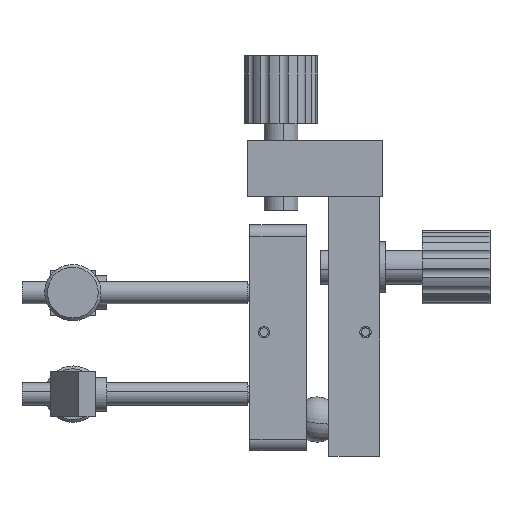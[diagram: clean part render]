
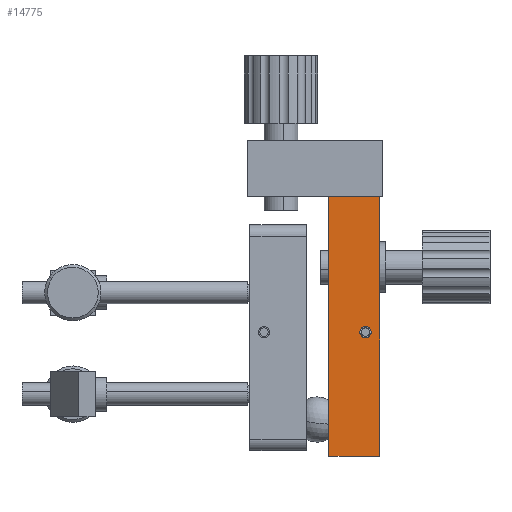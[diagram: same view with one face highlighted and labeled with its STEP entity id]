
A CAD part, left-side view. The second image highlights one B-rep face of the part: STEP entity #14775.
In plain terms, the highlighted planar face has unit normal (-1, 0, 0).
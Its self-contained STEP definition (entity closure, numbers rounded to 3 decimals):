
#4511 = EDGE_CURVE ( 'NONE', #14628, #14609, #10919, .T. ) ;
#4512 = EDGE_CURVE ( 'NONE', #14641, #14636, #18076, .T. ) ;
#4549 = EDGE_CURVE ( 'NONE', #14665, #14609, #11588, .T. ) ;
#4550 = EDGE_CURVE ( 'NONE', #14664, #14628, #11591, .T. ) ;
#4551 = EDGE_CURVE ( 'NONE', #14664, #14665, #11595, .T. ) ;
#4619 = EDGE_CURVE ( 'NONE', #14636, #14641, #17997, .T. ) ;
#6445 = CARTESIAN_POINT ( 'NONE',  ( -40.689, -6.886, 23. ) ) ;
#6464 = CARTESIAN_POINT ( 'NONE',  ( -40.689, 2.114, 23. ) ) ;
#6472 = CARTESIAN_POINT ( 'NONE',  ( -40.689, -4.386, -2. ) ) ;
#6477 = CARTESIAN_POINT ( 'NONE',  ( -40.689, -4.386, 0. ) ) ;
#6500 = CARTESIAN_POINT ( 'NONE',  ( -40.689, 2.114, -23. ) ) ;
#6501 = CARTESIAN_POINT ( 'NONE',  ( -40.689, -6.886, -23. ) ) ;
#6948 = PLANE ( 'NONE',  #13017 ) ;
#6949 = CARTESIAN_POINT ( 'NONE',  ( -40.689, 2.114, 23. ) ) ;
#6951 = DIRECTION ( 'NONE',  ( 1., 0., 0. ) ) ;
#6952 = DIRECTION ( 'NONE',  ( 0., 0., -1. ) ) ;
#10914 = DIRECTION ( 'NONE',  ( 0., 0., 1. ) ) ;
#10919 = LINE ( 'NONE', #10921, #17281 ) ;
#10921 = CARTESIAN_POINT ( 'NONE',  ( -40.689, 2.114, 23. ) ) ;
#10922 = DIRECTION ( 'NONE',  ( -1., 0., 0. ) ) ;
#10923 = DIRECTION ( 'NONE',  ( 0., -1., 0. ) ) ;
#11473 = DIRECTION ( 'NONE',  ( 0., 0., 1. ) ) ;
#11474 = DIRECTION ( 'NONE',  ( -1., 0., 0. ) ) ;
#11475 = CARTESIAN_POINT ( 'NONE',  ( -40.689, -4.386, -1. ) ) ;
#11588 = LINE ( 'NONE', #11589, #17055 ) ;
#11589 = CARTESIAN_POINT ( 'NONE',  ( -40.689, -6.886, 23. ) ) ;
#11590 = DIRECTION ( 'NONE',  ( 0., 0., 1. ) ) ;
#11591 = LINE ( 'NONE', #11593, #17443 ) ;
#11592 = DIRECTION ( 'NONE',  ( 0., 0., 1. ) ) ;
#11593 = CARTESIAN_POINT ( 'NONE',  ( -40.689, 2.114, 23. ) ) ;
#11594 = DIRECTION ( 'NONE',  ( 0., -1., 0. ) ) ;
#11595 = LINE ( 'NONE', #11596, #17232 ) ;
#11596 = CARTESIAN_POINT ( 'NONE',  ( -40.689, 2.114, -23. ) ) ;
#11683 = CARTESIAN_POINT ( 'NONE',  ( -40.689, -4.386, -1. ) ) ;
#12894 = FACE_OUTER_BOUND ( 'NONE', #15939, .T. ) ;
#12983 = FACE_BOUND ( 'NONE', #16450, .T. ) ;
#13017 = AXIS2_PLACEMENT_3D ( 'NONE', #6949, #6951, #6952 ) ;
#14609 = VERTEX_POINT ( 'NONE', #6445 ) ;
#14628 = VERTEX_POINT ( 'NONE', #6464 ) ;
#14636 = VERTEX_POINT ( 'NONE', #6472 ) ;
#14641 = VERTEX_POINT ( 'NONE', #6477 ) ;
#14664 = VERTEX_POINT ( 'NONE', #6500 ) ;
#14665 = VERTEX_POINT ( 'NONE', #6501 ) ;
#14775 = ADVANCED_FACE ( 'NONE', ( #12983, #12894 ), #6948, .F. ) ;
#15939 = EDGE_LOOP ( 'NONE', ( #15961, #16751, #16685, #16440 ) ) ;
#15961 = ORIENTED_EDGE ( 'NONE', *, *, #4549, .T. ) ;
#16110 = ORIENTED_EDGE ( 'NONE', *, *, #4512, .F. ) ;
#16252 = ORIENTED_EDGE ( 'NONE', *, *, #4619, .F. ) ;
#16440 = ORIENTED_EDGE ( 'NONE', *, *, #4551, .T. ) ;
#16450 = EDGE_LOOP ( 'NONE', ( #16110, #16252 ) ) ;
#16685 = ORIENTED_EDGE ( 'NONE', *, *, #4550, .F. ) ;
#16751 = ORIENTED_EDGE ( 'NONE', *, *, #4511, .F. ) ;
#17023 = AXIS2_PLACEMENT_3D ( 'NONE', #11475, #11474, #11473 ) ;
#17055 = VECTOR ( 'NONE', #11590, 1000. ) ;
#17232 = VECTOR ( 'NONE', #11594, 1000. ) ;
#17281 = VECTOR ( 'NONE', #10923, 1000. ) ;
#17384 = AXIS2_PLACEMENT_3D ( 'NONE', #11683, #10922, #10914 ) ;
#17443 = VECTOR ( 'NONE', #11592, 1000. ) ;
#17997 = CIRCLE ( 'NONE', #17023, 1. ) ;
#18076 = CIRCLE ( 'NONE', #17384, 1. ) ;
